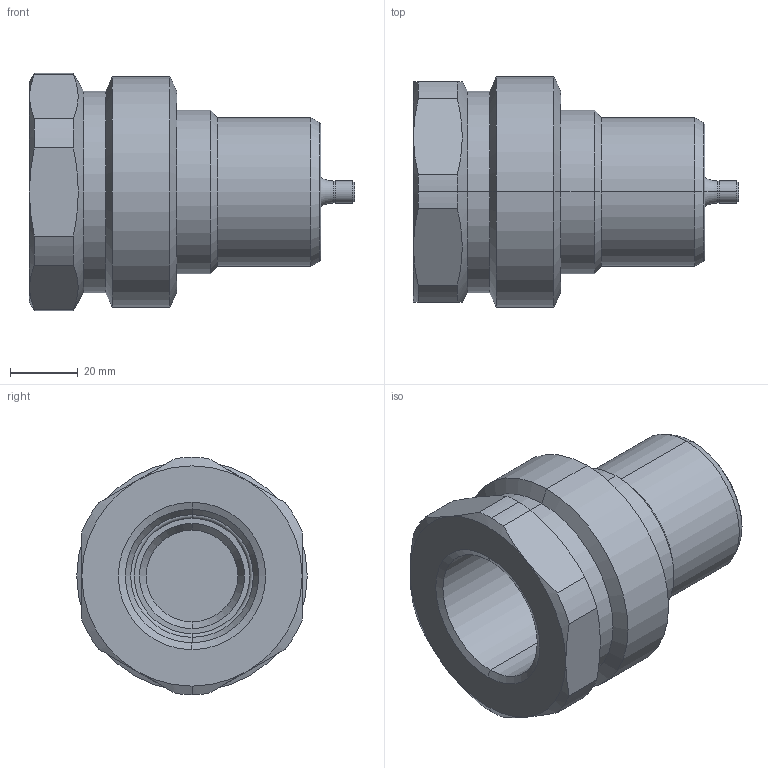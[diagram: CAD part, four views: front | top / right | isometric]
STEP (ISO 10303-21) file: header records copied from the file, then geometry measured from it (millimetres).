
FILE_DESCRIPTION (( 'STEP AP214' ), '1' );
FILE_NAME ('BH30.7106_IC_JV.STEP', '2016-10-12T12:57:38', ( '' ), ( '' ), 'SwSTEP 2.0', 'SolidWorks 2016', '' );
FILE_SCHEMA (( 'AUTOMOTIVE_DESIGN' ));
Length unit declared in the file: millimetre
Products named in the file (1): BH30.7106_IC_JV
Bounding box: 96 x 68 x 70 mm (x, y, z)
Volume: 171903.9 mm3; surface area: 27523.5 mm2
Topology: 1 solids, 1 shells, 70 faces, 151 edges, 87 vertices
Faces by surface type: cone 25, cylinder 25, plane 12, torus 8
Entity records: 2048 total; most frequent: CARTESIAN_POINT 447, DIRECTION 358, ORIENTED_EDGE 302, AXIS2_PLACEMENT_3D 154, EDGE_CURVE 151, VERTEX_POINT 87, CIRCLE 83, EDGE_LOOP 74
